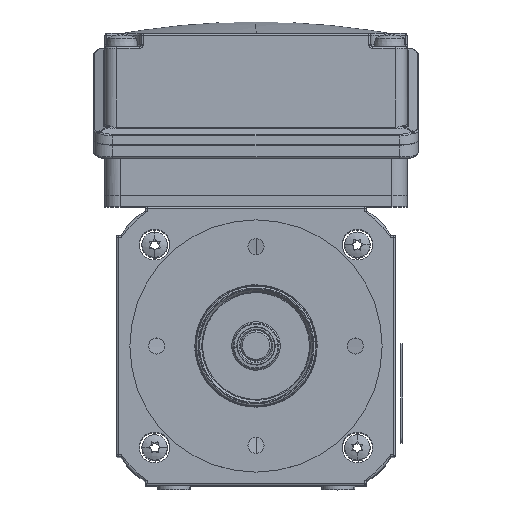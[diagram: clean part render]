
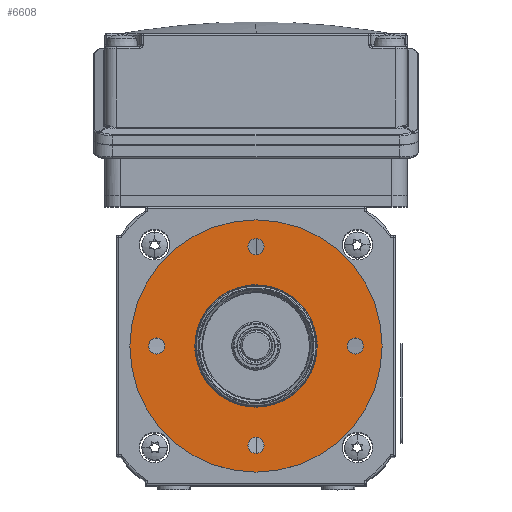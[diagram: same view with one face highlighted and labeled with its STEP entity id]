
A CAD part, top view. The second image highlights one B-rep face of the part: STEP entity #6608.
In plain terms, the highlighted planar face has unit normal (0, 0, 1).
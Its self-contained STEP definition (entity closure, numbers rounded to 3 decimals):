
#732 = CARTESIAN_POINT ( 'NONE',  ( 28.1, 0., 8. ) ) ;
#827 = DIRECTION ( 'NONE',  ( 0., 0., 1. ) ) ;
#997 = DIRECTION ( 'NONE',  ( 0., 0., 1. ) ) ;
#1007 = CIRCLE ( 'NONE', #21222, 2.1 ) ;
#1156 = DIRECTION ( 'NONE',  ( 1., 0., 0. ) ) ;
#1409 = CIRCLE ( 'NONE', #17821, 16. ) ;
#1850 = ORIENTED_EDGE ( 'NONE', *, *, #34543, .F. ) ;
#2016 = VERTEX_POINT ( 'NONE', #6706 ) ;
#2384 = CARTESIAN_POINT ( 'NONE',  ( -16., 0., 8. ) ) ;
#2659 = CIRCLE ( 'NONE', #4013, 33. ) ;
#2722 = EDGE_CURVE ( 'NONE', #9083, #2016, #1007, .T. ) ;
#2748 = EDGE_CURVE ( 'NONE', #6731, #7416, #10631, .T. ) ;
#2860 = EDGE_CURVE ( 'NONE', #6419, #24376, #1409, .T. ) ;
#3260 = CARTESIAN_POINT ( 'NONE',  ( -2.1, -26., 8. ) ) ;
#3480 = CARTESIAN_POINT ( 'NONE',  ( 33., 0., 8. ) ) ;
#3547 = AXIS2_PLACEMENT_3D ( 'NONE', #8679, #29920, #11760 ) ;
#3565 = ORIENTED_EDGE ( 'NONE', *, *, #34919, .F. ) ;
#3572 = CIRCLE ( 'NONE', #18286, 2.1 ) ;
#3808 = AXIS2_PLACEMENT_3D ( 'NONE', #37562, #19525, #1156 ) ;
#4013 = AXIS2_PLACEMENT_3D ( 'NONE', #32981, #14876, #35993 ) ;
#4444 = CARTESIAN_POINT ( 'NONE',  ( 0., 0., 8. ) ) ;
#5009 = DIRECTION ( 'NONE',  ( 0., 0., 1. ) ) ;
#5129 = FACE_BOUND ( 'NONE', #20355, .T. ) ;
#5761 = DIRECTION ( 'NONE',  ( 0., 0., 1. ) ) ;
#6049 = FACE_OUTER_BOUND ( 'NONE', #13245, .T. ) ;
#6419 = VERTEX_POINT ( 'NONE', #2384 ) ;
#6608 = ADVANCED_FACE ( 'NONE', ( #29371, #38317, #21326, #13240, #5129, #6049 ), #33616, .T. ) ;
#6706 = CARTESIAN_POINT ( 'NONE',  ( -28.1, 0., 8. ) ) ;
#6731 = VERTEX_POINT ( 'NONE', #32123 ) ;
#7111 = CIRCLE ( 'NONE', #34112, 2.1 ) ;
#7255 = AXIS2_PLACEMENT_3D ( 'NONE', #9481, #30690, #12556 ) ;
#7416 = VERTEX_POINT ( 'NONE', #32445 ) ;
#7504 = CIRCLE ( 'NONE', #21077, 2.1 ) ;
#7532 = DIRECTION ( 'NONE',  ( -1., 0., 0. ) ) ;
#8118 = VERTEX_POINT ( 'NONE', #36757 ) ;
#8351 = EDGE_LOOP ( 'NONE', ( #1850, #23669 ) ) ;
#8679 = CARTESIAN_POINT ( 'NONE',  ( 0., -26., 8. ) ) ;
#8801 = EDGE_CURVE ( 'NONE', #30195, #8118, #32505, .T. ) ;
#8901 = AXIS2_PLACEMENT_3D ( 'NONE', #4444, #25746, #7532 ) ;
#8991 = EDGE_LOOP ( 'NONE', ( #39349, #18903 ) ) ;
#9083 = VERTEX_POINT ( 'NONE', #39451 ) ;
#9481 = CARTESIAN_POINT ( 'NONE',  ( 0., -16., 8. ) ) ;
#9919 = CARTESIAN_POINT ( 'NONE',  ( -26., 0., 8. ) ) ;
#10278 = DIRECTION ( 'NONE',  ( 0., 0., 1. ) ) ;
#10631 = CIRCLE ( 'NONE', #3808, 2.1 ) ;
#11760 = DIRECTION ( 'NONE',  ( 1., 0., 0. ) ) ;
#12556 = DIRECTION ( 'NONE',  ( 1., 0., 0. ) ) ;
#12984 = DIRECTION ( 'NONE',  ( 1., 0., 0. ) ) ;
#13231 = CIRCLE ( 'NONE', #36985, 33. ) ;
#13240 = FACE_BOUND ( 'NONE', #32029, .T. ) ;
#13245 = EDGE_LOOP ( 'NONE', ( #19449, #20061 ) ) ;
#13795 = DIRECTION ( 'NONE',  ( 0., 0., -1. ) ) ;
#14574 = EDGE_CURVE ( 'NONE', #2016, #9083, #3572, .T. ) ;
#14876 = DIRECTION ( 'NONE',  ( 0., 0., 1. ) ) ;
#15019 = EDGE_LOOP ( 'NONE', ( #32132, #28722 ) ) ;
#15309 = AXIS2_PLACEMENT_3D ( 'NONE', #17320, #38430, #20374 ) ;
#17320 = CARTESIAN_POINT ( 'NONE',  ( 0., 26., 8. ) ) ;
#17821 = AXIS2_PLACEMENT_3D ( 'NONE', #31913, #13795, #34933 ) ;
#18286 = AXIS2_PLACEMENT_3D ( 'NONE', #23262, #5009, #26280 ) ;
#18903 = ORIENTED_EDGE ( 'NONE', *, *, #14574, .F. ) ;
#19010 = CARTESIAN_POINT ( 'NONE',  ( 23.9, 0., 8. ) ) ;
#19184 = CARTESIAN_POINT ( 'NONE',  ( 0., -26., 8. ) ) ;
#19350 = CARTESIAN_POINT ( 'NONE',  ( 26., 0., 8. ) ) ;
#19449 = ORIENTED_EDGE ( 'NONE', *, *, #33107, .T. ) ;
#19525 = DIRECTION ( 'NONE',  ( 0., 0., 1. ) ) ;
#20010 = AXIS2_PLACEMENT_3D ( 'NONE', #19184, #827, #22229 ) ;
#20061 = ORIENTED_EDGE ( 'NONE', *, *, #22239, .T. ) ;
#20355 = EDGE_LOOP ( 'NONE', ( #31629, #21350 ) ) ;
#20374 = DIRECTION ( 'NONE',  ( 1., 0., 0. ) ) ;
#21077 = AXIS2_PLACEMENT_3D ( 'NONE', #19350, #997, #22375 ) ;
#21222 = AXIS2_PLACEMENT_3D ( 'NONE', #9919, #31129, #12984 ) ;
#21326 = FACE_BOUND ( 'NONE', #15019, .T. ) ;
#21350 = ORIENTED_EDGE ( 'NONE', *, *, #32782, .T. ) ;
#21611 = VERTEX_POINT ( 'NONE', #732 ) ;
#21643 = EDGE_CURVE ( 'NONE', #21611, #23516, #7504, .T. ) ;
#21857 = CIRCLE ( 'NONE', #8901, 16. ) ;
#22229 = DIRECTION ( 'NONE',  ( 1., 0., 0. ) ) ;
#22239 = EDGE_CURVE ( 'NONE', #33440, #29187, #13231, .T. ) ;
#22375 = DIRECTION ( 'NONE',  ( 1., 0., 0. ) ) ;
#23262 = CARTESIAN_POINT ( 'NONE',  ( -26., 0., 8. ) ) ;
#23516 = VERTEX_POINT ( 'NONE', #19010 ) ;
#23542 = CIRCLE ( 'NONE', #3547, 2.1 ) ;
#23669 = ORIENTED_EDGE ( 'NONE', *, *, #2748, .F. ) ;
#24010 = CARTESIAN_POINT ( 'NONE',  ( 0., 0., 8. ) ) ;
#24376 = VERTEX_POINT ( 'NONE', #30971 ) ;
#25746 = DIRECTION ( 'NONE',  ( 0., 0., -1. ) ) ;
#26280 = DIRECTION ( 'NONE',  ( 1., 0., 0. ) ) ;
#27023 = DIRECTION ( 'NONE',  ( 1., 0., 0. ) ) ;
#28442 = CARTESIAN_POINT ( 'NONE',  ( 26., 0., 8. ) ) ;
#28722 = ORIENTED_EDGE ( 'NONE', *, *, #37326, .F. ) ;
#29187 = VERTEX_POINT ( 'NONE', #33213 ) ;
#29371 = FACE_BOUND ( 'NONE', #8351, .T. ) ;
#29920 = DIRECTION ( 'NONE',  ( 0., 0., 1. ) ) ;
#30195 = VERTEX_POINT ( 'NONE', #3260 ) ;
#30690 = DIRECTION ( 'NONE',  ( 0., 0., 1. ) ) ;
#30971 = CARTESIAN_POINT ( 'NONE',  ( 16., 0., 8. ) ) ;
#31129 = DIRECTION ( 'NONE',  ( 0., 0., 1. ) ) ;
#31442 = DIRECTION ( 'NONE',  ( 1., 0., 0. ) ) ;
#31629 = ORIENTED_EDGE ( 'NONE', *, *, #2860, .T. ) ;
#31913 = CARTESIAN_POINT ( 'NONE',  ( 0., 0., 8. ) ) ;
#32029 = EDGE_LOOP ( 'NONE', ( #3565, #37088 ) ) ;
#32123 = CARTESIAN_POINT ( 'NONE',  ( -2.1, 26., 8. ) ) ;
#32132 = ORIENTED_EDGE ( 'NONE', *, *, #21643, .F. ) ;
#32445 = CARTESIAN_POINT ( 'NONE',  ( 2.1, 26., 8. ) ) ;
#32505 = CIRCLE ( 'NONE', #20010, 2.1 ) ;
#32782 = EDGE_CURVE ( 'NONE', #24376, #6419, #21857, .T. ) ;
#32981 = CARTESIAN_POINT ( 'NONE',  ( 0., 0., 8. ) ) ;
#33107 = EDGE_CURVE ( 'NONE', #29187, #33440, #2659, .T. ) ;
#33213 = CARTESIAN_POINT ( 'NONE',  ( -33., 0., 8. ) ) ;
#33440 = VERTEX_POINT ( 'NONE', #3480 ) ;
#33616 = PLANE ( 'NONE',  #7255 ) ;
#34112 = AXIS2_PLACEMENT_3D ( 'NONE', #28442, #10278, #31442 ) ;
#34543 = EDGE_CURVE ( 'NONE', #7416, #6731, #36280, .T. ) ;
#34919 = EDGE_CURVE ( 'NONE', #8118, #30195, #23542, .T. ) ;
#34933 = DIRECTION ( 'NONE',  ( -1., 0., 0. ) ) ;
#35993 = DIRECTION ( 'NONE',  ( 1., 0., 0. ) ) ;
#36280 = CIRCLE ( 'NONE', #15309, 2.1 ) ;
#36757 = CARTESIAN_POINT ( 'NONE',  ( 2.1, -26., 8. ) ) ;
#36985 = AXIS2_PLACEMENT_3D ( 'NONE', #24010, #5761, #27023 ) ;
#37088 = ORIENTED_EDGE ( 'NONE', *, *, #8801, .F. ) ;
#37326 = EDGE_CURVE ( 'NONE', #23516, #21611, #7111, .T. ) ;
#37562 = CARTESIAN_POINT ( 'NONE',  ( 0., 26., 8. ) ) ;
#38317 = FACE_BOUND ( 'NONE', #8991, .T. ) ;
#38430 = DIRECTION ( 'NONE',  ( 0., 0., 1. ) ) ;
#39349 = ORIENTED_EDGE ( 'NONE', *, *, #2722, .F. ) ;
#39451 = CARTESIAN_POINT ( 'NONE',  ( -23.9, 0., 8. ) ) ;
